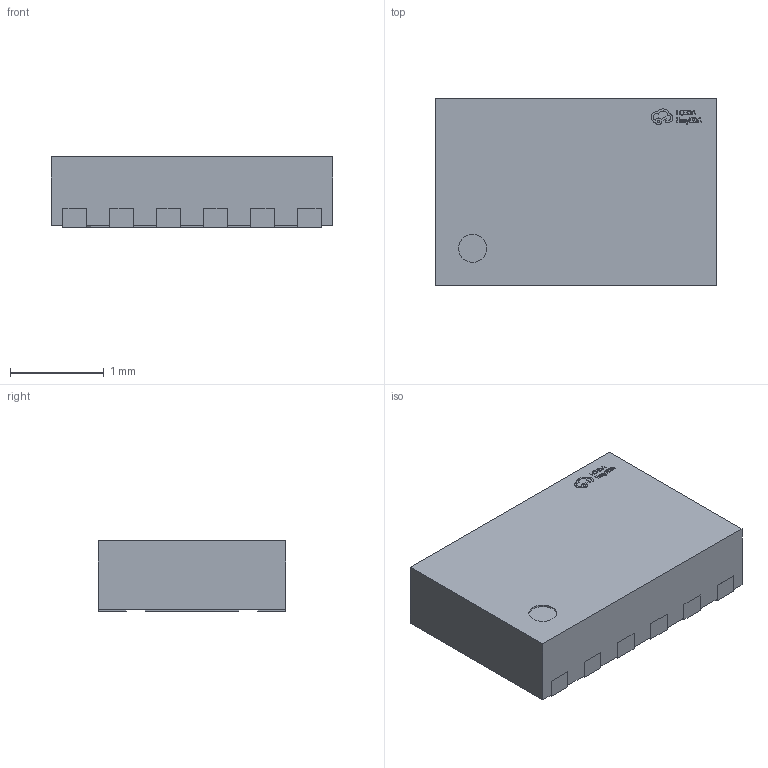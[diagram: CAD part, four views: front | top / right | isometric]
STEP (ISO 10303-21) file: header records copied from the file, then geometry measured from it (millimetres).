
FILE_DESCRIPTION (( 'STEP AP214' ), '1' );
FILE_NAME ('WSON-12_L3.0-W2.0-P0.5-BL-EP2.7.step', '2022-07-26T09:35:42', ( '' ), ( '' ), 'SwSTEP 2.0', 'SolidWorks 2020', '' );
FILE_SCHEMA (( 'AUTOMOTIVE_DESIGN' ));
Length unit declared in the file: millimetre
Products named in the file (1): WSON-12_L3.0-W2.0-P0.5-BL-EP2.7
Bounding box: 3 x 2 x 0.75 mm (x, y, z)
Volume: 4.4 mm3; surface area: 19.9 mm2
Topology: 14 solids, 14 shells, 377 faces, 1020 edges, 680 vertices
Faces by surface type: plane 263, bspline 112, cylinder 2
Entity records: 16605 total; most frequent: CARTESIAN_POINT 4182, ORIENTED_EDGE 2040, DIRECTION 1328, EDGE_CURVE 1020, LINE 788, VECTOR 788, VERTEX_POINT 680, EDGE_LOOP 398
